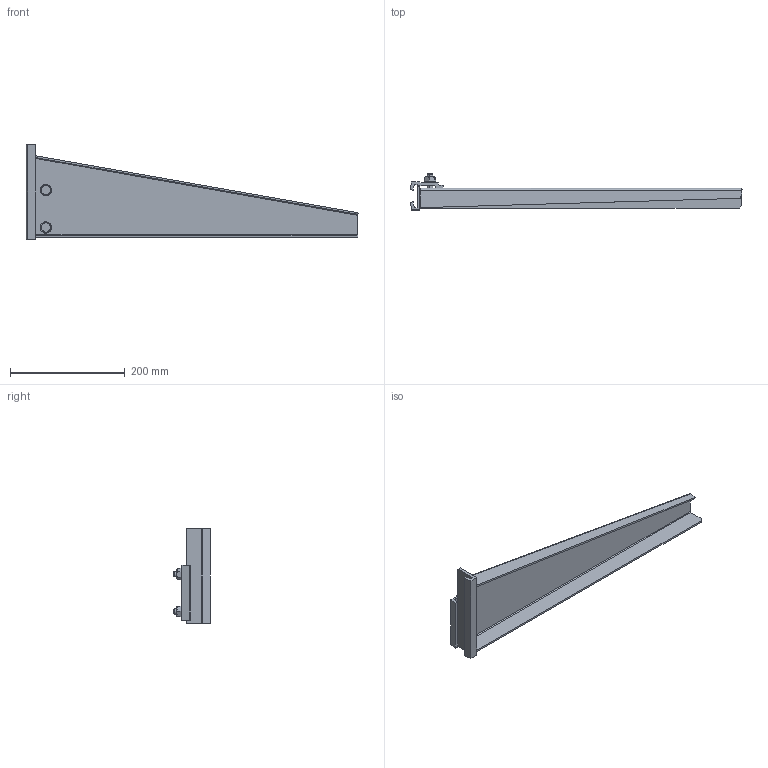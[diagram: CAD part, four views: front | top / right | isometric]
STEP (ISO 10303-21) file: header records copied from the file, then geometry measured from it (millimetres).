
FILE_DESCRIPTION((''),'2;1');
FILE_NAME('6419119_ASM','2012-08-17T',('AndreasKeweloh'),(''),'PRO/ENGINEER BY PARAMETRIC TECHNOLOGY CORPORATION, 2012130','PRO/ENGINEER BY PARAMETRIC TECHNOLOGY CORPORATION, 2012130','');
FILE_SCHEMA(('CONFIG_CONTROL_DESIGN'));
Length unit declared in the file: millimetre
Products named in the file (7): 6419119KTS_04; 6419119KTS; 6419119TEIL1_165; 6419119_SCH; 6419119_ISO; 6419119_ISO_401; 6419119_ASM
Assembly tree (11 placements, depth 2):
  6419119_ASM
    6419119KTS_04
    6419119KTS
    6419119TEIL1_165
    6419119_SCH  x4
    6419119_ISO  x2
    6419119_ISO_401  x2
Bounding box: 577.45 x 63 x 165 mm (x, y, z)
Volume: 336939.2 mm3; surface area: 210958.1 mm2
Topology: 11 solids, 11 shells, 474 faces, 1178 edges, 756 vertices
Faces by surface type: plane 275, extrusion 84, cylinder 61, cone 48, torus 4, bspline 2
Entity records: 15173 total; most frequent: CARTESIAN_POINT 5611, ORIENTED_EDGE 2044, DIRECTION 1664, EDGE_CURVE 1022, VECTOR 788, LINE 704, VERTEX_POINT 664, AXIS2_PLACEMENT_3D 438
